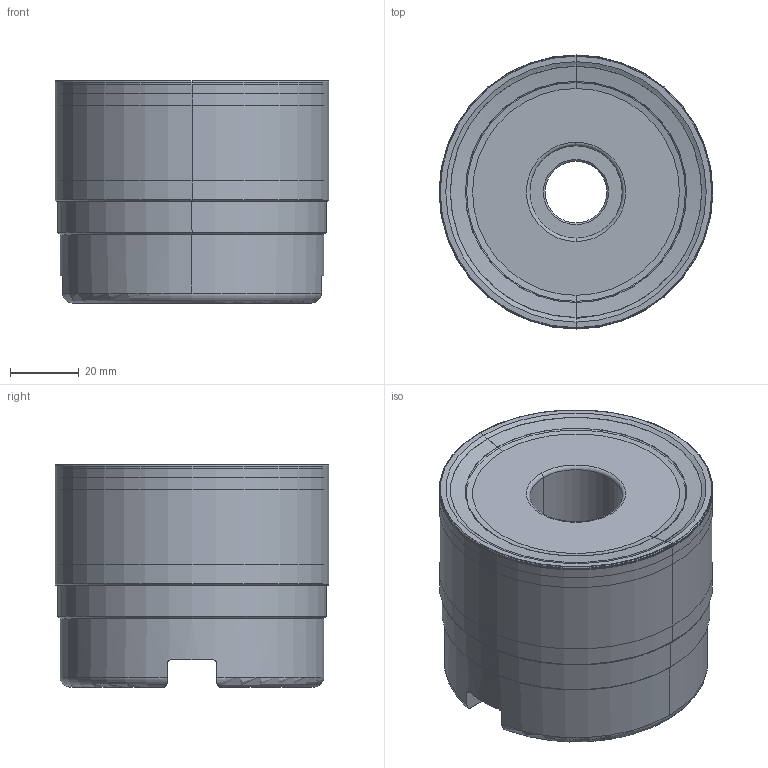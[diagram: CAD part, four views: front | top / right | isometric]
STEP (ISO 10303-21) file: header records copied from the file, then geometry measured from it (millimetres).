
FILE_DESCRIPTION((''),'2;1');
FILE_NAME('22J3C080035F3R00__ASM','2009-08-14T',('poussios_pc'),(''),'PRO/ENGINEER BY PARAMETRIC TECHNOLOGY CORPORATION, 2007460','PRO/ENGINEER BY PARAMETRIC TECHNOLOGY CORPORATION, 2007460','');
FILE_SCHEMA(('CONFIG_CONTROL_DESIGN'));
Length unit declared in the file: millimetre
Products named in the file (3): 22J3C080035F3R00_HSG; SCHNEIDE; 22J3C080035F3R00__ASM
Assembly tree (2 placements, depth 2):
  22J3C080035F3R00__ASM
    22J3C080035F3R00_HSG
    SCHNEIDE
Bounding box: 80 x 80 x 65 mm (x, y, z)
Volume: 321198.7 mm3; surface area: 49760.2 mm2
Topology: 2 solids, 2 shells, 97 faces, 215 edges, 120 vertices
Faces by surface type: revolution 44, cylinder 20, plane 17, cone 10, torus 6
Entity records: 5446 total; most frequent: CARTESIAN_POINT 3284, ORIENTED_EDGE 424, DIRECTION 408, EDGE_CURVE 212, AXIS2_PLACEMENT_3D 158, VERTEX_POINT 120, B_SPLINE_CURVE_WITH_KNOTS 108, EDGE_LOOP 102
